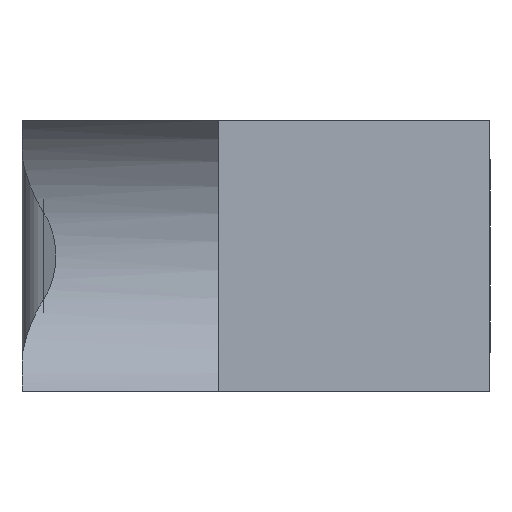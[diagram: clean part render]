
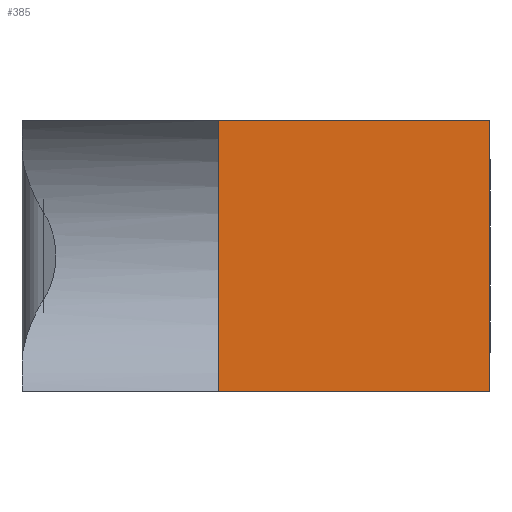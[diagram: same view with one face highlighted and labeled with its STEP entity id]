
A CAD part, left-side view. The second image highlights one B-rep face of the part: STEP entity #385.
In plain terms, the highlighted planar face has unit normal (-1, 0, 0).
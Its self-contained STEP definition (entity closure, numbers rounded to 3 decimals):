
#26=PLANE('',#436);
#46=FACE_OUTER_BOUND('',#67,.T.);
#67=EDGE_LOOP('',(#341,#342,#343,#344));
#103=LINE('',#615,#137);
#111=LINE('',#640,#145);
#121=LINE('',#666,#155);
#125=LINE('',#678,#159);
#137=VECTOR('',#477,10.);
#145=VECTOR('',#499,10.);
#155=VECTOR('',#525,10.);
#159=VECTOR('',#541,10.);
#176=VERTEX_POINT('',#612);
#177=VERTEX_POINT('',#614);
#187=VERTEX_POINT('',#638);
#195=VERTEX_POINT('',#664);
#217=EDGE_CURVE('',#176,#177,#103,.T.);
#230=EDGE_CURVE('',#187,#176,#111,.T.);
#243=EDGE_CURVE('',#187,#195,#121,.T.);
#249=EDGE_CURVE('',#195,#177,#125,.T.);
#341=ORIENTED_EDGE('',*,*,#243,.T.);
#342=ORIENTED_EDGE('',*,*,#249,.T.);
#343=ORIENTED_EDGE('',*,*,#217,.F.);
#344=ORIENTED_EDGE('',*,*,#230,.F.);
#385=ADVANCED_FACE('',(#46),#26,.T.);
#436=AXIS2_PLACEMENT_3D('',#677,#539,#540);
#477=DIRECTION('',(0.,-1.,0.));
#499=DIRECTION('',(0.,0.,1.));
#525=DIRECTION('',(0.,-1.,0.));
#539=DIRECTION('center_axis',(-1.,0.,0.));
#540=DIRECTION('ref_axis',(0.,-1.,0.));
#541=DIRECTION('',(0.,0.,1.));
#612=CARTESIAN_POINT('',(-8.17,4.377,4.));
#614=CARTESIAN_POINT('',(-8.17,0.377,4.));
#615=CARTESIAN_POINT('',(-8.17,4.377,4.));
#638=CARTESIAN_POINT('',(-8.17,4.377,0.));
#640=CARTESIAN_POINT('',(-8.17,4.377,0.));
#664=CARTESIAN_POINT('',(-8.17,0.377,0.));
#666=CARTESIAN_POINT('',(-8.17,4.377,0.));
#677=CARTESIAN_POINT('Origin',(-8.17,4.377,0.));
#678=CARTESIAN_POINT('',(-8.17,0.377,0.));
